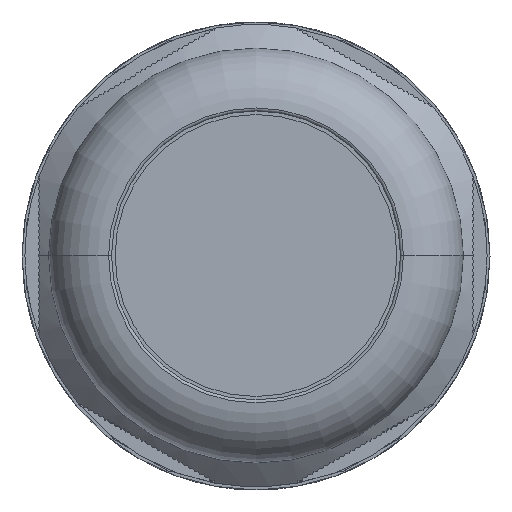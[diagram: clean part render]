
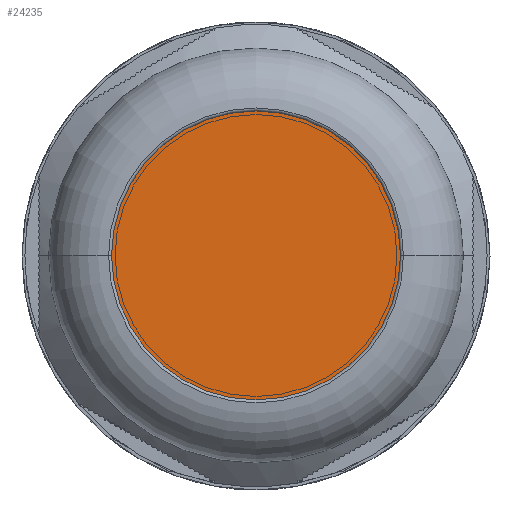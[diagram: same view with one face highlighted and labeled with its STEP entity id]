
A CAD part, top view. The second image highlights one B-rep face of the part: STEP entity #24235.
In plain terms, the highlighted planar face has unit normal (0, 0, 1).
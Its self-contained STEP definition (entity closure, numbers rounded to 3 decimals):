
#385 = AXIS2_PLACEMENT_3D ( 'NONE', #10713, #10717, #10718 ) ;
#410 = AXIS2_PLACEMENT_3D ( 'NONE', #11937, #11939, #11940 ) ;
#738 = AXIS2_PLACEMENT_3D ( 'NONE', #14292, #14297, #14298 ) ;
#4754 = CARTESIAN_POINT ( 'NONE',  ( 27.6, 0., 74.3 ) ) ;
#4755 = CARTESIAN_POINT ( 'NONE',  ( -27.6, 0., 74.3 ) ) ;
#10713 = CARTESIAN_POINT ( 'NONE',  ( 0., 0., 74.3 ) ) ;
#10717 = DIRECTION ( 'NONE',  ( 0., 0., 1. ) ) ;
#10718 = DIRECTION ( 'NONE',  ( 1., 0., 0. ) ) ;
#11042 = CIRCLE ( 'NONE', #385, 27.6 ) ;
#11087 = CIRCLE ( 'NONE', #410, 27.6 ) ;
#11937 = CARTESIAN_POINT ( 'NONE',  ( 0., 0., 74.3 ) ) ;
#11939 = DIRECTION ( 'NONE',  ( 0., 0., 1. ) ) ;
#11940 = DIRECTION ( 'NONE',  ( 1., 0., 0. ) ) ;
#14292 = CARTESIAN_POINT ( 'NONE',  ( 0., 0., 74.3 ) ) ;
#14294 = PLANE ( 'NONE',  #738 ) ;
#14297 = DIRECTION ( 'NONE',  ( 0., 0., 1. ) ) ;
#14298 = DIRECTION ( 'NONE',  ( 1., 0., 0. ) ) ;
#14751 = FACE_OUTER_BOUND ( 'NONE', #20835, .T. ) ;
#18827 = VERTEX_POINT ( 'NONE', #4754 ) ;
#18828 = VERTEX_POINT ( 'NONE', #4755 ) ;
#20835 = EDGE_LOOP ( 'NONE', ( #24649, #24650 ) ) ;
#23112 = EDGE_CURVE ( 'NONE', #18827, #18828, #11042, .T. ) ;
#23147 = EDGE_CURVE ( 'NONE', #18828, #18827, #11087, .T. ) ;
#24235 = ADVANCED_FACE ( 'NONE', ( #14751 ), #14294, .T. ) ;
#24649 = ORIENTED_EDGE ( 'NONE', *, *, #23147, .T. ) ;
#24650 = ORIENTED_EDGE ( 'NONE', *, *, #23112, .T. ) ;
